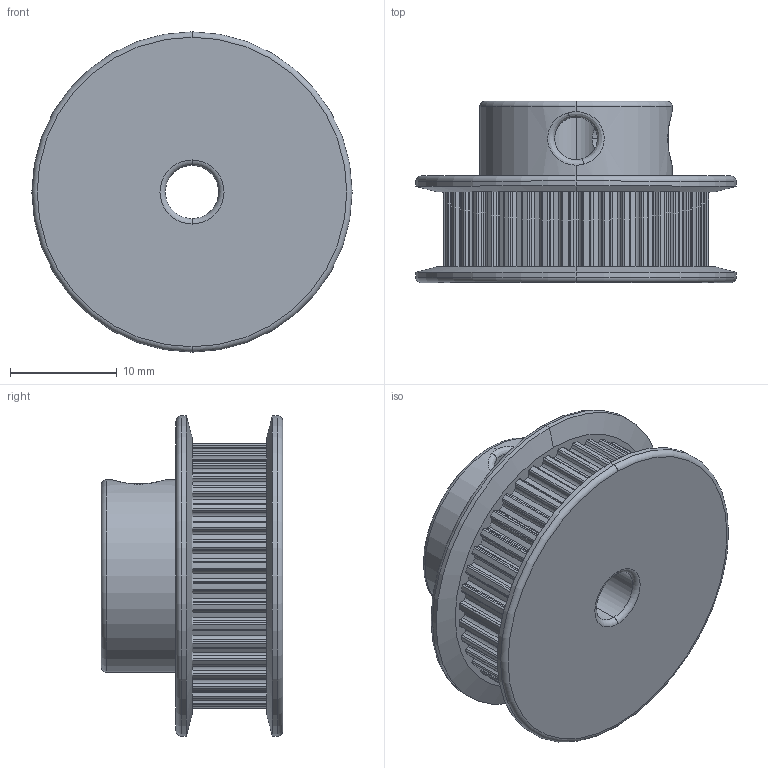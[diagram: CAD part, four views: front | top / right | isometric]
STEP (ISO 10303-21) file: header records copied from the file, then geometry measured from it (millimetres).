
FILE_DESCRIPTION (( 'STEP AP214' ), '1' );
FILE_NAME ('Gear-5mm-40teeth.STEP', '2020-05-19T10:30:20', ( '' ), ( '' ), 'SwSTEP 2.0', 'SolidWorks 2015', '' );
FILE_SCHEMA (( 'AUTOMOTIVE_DESIGN' ));
Length unit declared in the file: millimetre
Products named in the file (1): Gear-5mm-40teeth
Bounding box: 30 x 17 x 30 mm (x, y, z)
Volume: 6512.3 mm3; surface area: 3543.7 mm2
Topology: 1 solids, 1 shells, 390 faces, 1149 edges, 761 vertices
Faces by surface type: cylinder 367, torus 10, plane 5, cone 4, bspline 4
Entity records: 14165 total; most frequent: CARTESIAN_POINT 2991, DIRECTION 2655, ORIENTED_EDGE 2298, EDGE_CURVE 1149, AXIS2_PLACEMENT_3D 1141, VERTEX_POINT 761, CIRCLE 754, EDGE_LOOP 396
